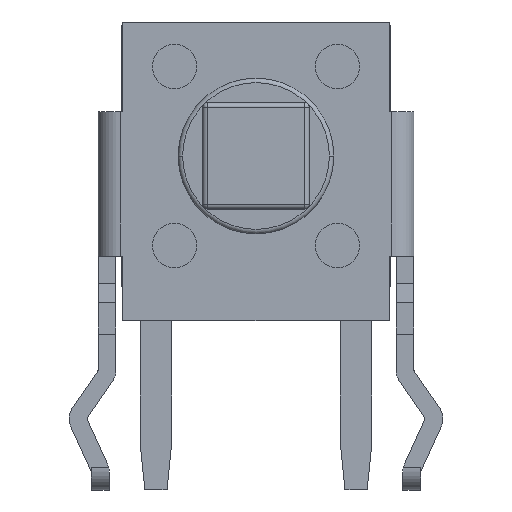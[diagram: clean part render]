
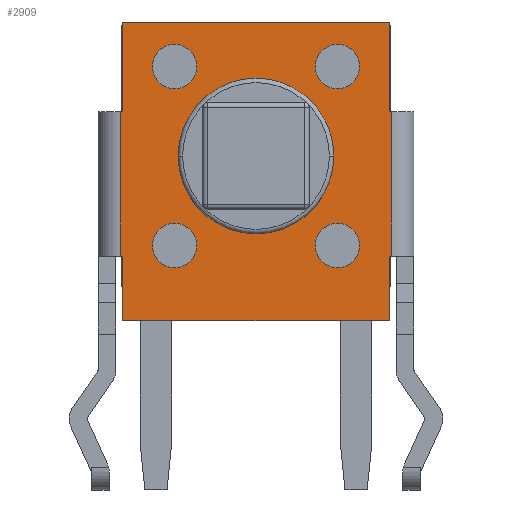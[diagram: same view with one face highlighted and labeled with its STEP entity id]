
A CAD part, top view. The second image highlights one B-rep face of the part: STEP entity #2909.
In plain terms, the highlighted planar face has unit normal (0, 0, 1).
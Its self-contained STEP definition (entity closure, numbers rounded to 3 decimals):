
#13=DIRECTION('',(0.,-1.,0.));
#14=VECTOR('',#13,2.);
#15=CARTESIAN_POINT('',(3.,3.,0.));
#16=LINE('',#15,#14);
#17=DIRECTION('',(-1.,0.,0.));
#18=VECTOR('',#17,0.05);
#19=CARTESIAN_POINT('',(3.05,1.,0.));
#20=LINE('',#19,#18);
#21=DIRECTION('',(-1.,0.,0.));
#22=VECTOR('',#21,0.05);
#23=CARTESIAN_POINT('',(3.05,-2.25,0.));
#24=LINE('',#23,#22);
#25=DIRECTION('',(0.,1.,0.));
#26=VECTOR('',#25,1.45);
#27=CARTESIAN_POINT('',(3.,-3.7,0.));
#28=LINE('',#27,#26);
#29=DIRECTION('',(-1.,0.,0.));
#30=VECTOR('',#29,6.);
#31=CARTESIAN_POINT('',(3.,-3.7,0.));
#32=LINE('',#31,#30);
#33=DIRECTION('',(0.,1.,0.));
#34=VECTOR('',#33,1.45);
#35=CARTESIAN_POINT('',(-3.,-3.7,0.));
#36=LINE('',#35,#34);
#37=DIRECTION('',(1.,0.,0.));
#38=VECTOR('',#37,0.05);
#39=CARTESIAN_POINT('',(-3.05,-2.25,0.));
#40=LINE('',#39,#38);
#41=DIRECTION('',(0.,-1.,0.));
#42=VECTOR('',#41,3.25);
#43=CARTESIAN_POINT('',(-3.05,1.,0.));
#44=LINE('',#43,#42);
#45=DIRECTION('',(1.,0.,0.));
#46=VECTOR('',#45,0.05);
#47=CARTESIAN_POINT('',(-3.05,1.,0.));
#48=LINE('',#47,#46);
#49=DIRECTION('',(0.,-1.,0.));
#50=VECTOR('',#49,2.);
#51=CARTESIAN_POINT('',(-3.,3.,0.));
#52=LINE('',#51,#50);
#53=CARTESIAN_POINT('',(1.831,2.012,0.));
#54=DIRECTION('',(0.,0.,1.));
#55=DIRECTION('',(1.,0.,0.));
#56=AXIS2_PLACEMENT_3D('',#53,#54,#55);
#58=CARTESIAN_POINT('',(1.831,2.012,0.));
#59=DIRECTION('',(0.,0.,1.));
#60=DIRECTION('',(-1.,0.,0.));
#61=AXIS2_PLACEMENT_3D('',#58,#59,#60);
#63=CARTESIAN_POINT('',(-1.831,2.012,0.));
#64=DIRECTION('',(0.,0.,1.));
#65=DIRECTION('',(1.,0.,0.));
#66=AXIS2_PLACEMENT_3D('',#63,#64,#65);
#68=CARTESIAN_POINT('',(-1.831,2.012,0.));
#69=DIRECTION('',(0.,0.,1.));
#70=DIRECTION('',(-1.,0.,0.));
#71=AXIS2_PLACEMENT_3D('',#68,#69,#70);
#73=CARTESIAN_POINT('',(-1.831,-2.012,0.));
#74=DIRECTION('',(0.,0.,1.));
#75=DIRECTION('',(1.,0.,0.));
#76=AXIS2_PLACEMENT_3D('',#73,#74,#75);
#78=CARTESIAN_POINT('',(-1.831,-2.012,0.));
#79=DIRECTION('',(0.,0.,1.));
#80=DIRECTION('',(-1.,0.,0.));
#81=AXIS2_PLACEMENT_3D('',#78,#79,#80);
#83=CARTESIAN_POINT('',(1.831,-2.012,0.));
#84=DIRECTION('',(0.,0.,1.));
#85=DIRECTION('',(1.,0.,0.));
#86=AXIS2_PLACEMENT_3D('',#83,#84,#85);
#88=CARTESIAN_POINT('',(1.831,-2.012,0.));
#89=DIRECTION('',(0.,0.,1.));
#90=DIRECTION('',(-1.,0.,0.));
#91=AXIS2_PLACEMENT_3D('',#88,#89,#90);
#93=CARTESIAN_POINT('',(0.,0.,0.));
#94=DIRECTION('',(0.,0.,1.));
#95=DIRECTION('',(1.,0.,0.));
#96=AXIS2_PLACEMENT_3D('',#93,#94,#95);
#98=CARTESIAN_POINT('',(0.,0.,0.));
#99=DIRECTION('',(0.,0.,1.));
#100=DIRECTION('',(-1.,0.,0.));
#101=AXIS2_PLACEMENT_3D('',#98,#99,#100);
#127=DIRECTION('',(1.,0.,0.));
#128=VECTOR('',#127,6.);
#129=CARTESIAN_POINT('',(-3.,3.,0.));
#130=LINE('',#129,#128);
#1799=DIRECTION('',(0.,-1.,0.));
#1800=VECTOR('',#1799,3.25);
#1801=CARTESIAN_POINT('',(3.05,1.,0.));
#1802=LINE('',#1801,#1800);
#2205=CARTESIAN_POINT('',(3.,3.,0.));
#2206=CARTESIAN_POINT('',(3.,1.,0.));
#2207=VERTEX_POINT('',#2205);
#2208=VERTEX_POINT('',#2206);
#2209=CARTESIAN_POINT('',(3.05,1.,0.));
#2210=VERTEX_POINT('',#2209);
#2211=CARTESIAN_POINT('',(-3.05,1.,0.));
#2212=CARTESIAN_POINT('',(-3.,1.,0.));
#2213=VERTEX_POINT('',#2211);
#2214=VERTEX_POINT('',#2212);
#2215=CARTESIAN_POINT('',(-3.,3.,0.));
#2216=VERTEX_POINT('',#2215);
#2217=CARTESIAN_POINT('',(-3.,-3.7,0.));
#2218=CARTESIAN_POINT('',(-3.,-2.25,0.));
#2219=VERTEX_POINT('',#2217);
#2220=VERTEX_POINT('',#2218);
#2221=CARTESIAN_POINT('',(-3.05,-2.25,0.));
#2222=VERTEX_POINT('',#2221);
#2223=CARTESIAN_POINT('',(3.05,-2.25,0.));
#2224=CARTESIAN_POINT('',(3.,-2.25,0.));
#2225=VERTEX_POINT('',#2223);
#2226=VERTEX_POINT('',#2224);
#2227=CARTESIAN_POINT('',(3.,-3.7,0.));
#2228=VERTEX_POINT('',#2227);
#2583=CARTESIAN_POINT('',(2.331,2.012,0.));
#2584=CARTESIAN_POINT('',(1.331,2.012,0.));
#2585=VERTEX_POINT('',#2583);
#2586=VERTEX_POINT('',#2584);
#2587=CARTESIAN_POINT('',(-1.331,2.012,0.));
#2588=CARTESIAN_POINT('',(-2.331,2.012,0.));
#2589=VERTEX_POINT('',#2587);
#2590=VERTEX_POINT('',#2588);
#2591=CARTESIAN_POINT('',(-1.331,-2.012,0.));
#2592=CARTESIAN_POINT('',(-2.331,-2.012,0.));
#2593=VERTEX_POINT('',#2591);
#2594=VERTEX_POINT('',#2592);
#2595=CARTESIAN_POINT('',(2.331,-2.012,0.));
#2596=CARTESIAN_POINT('',(1.331,-2.012,0.));
#2597=VERTEX_POINT('',#2595);
#2598=VERTEX_POINT('',#2596);
#2599=CARTESIAN_POINT('',(1.75,0.,0.));
#2600=CARTESIAN_POINT('',(-1.75,0.,0.));
#2601=VERTEX_POINT('',#2599);
#2602=VERTEX_POINT('',#2600);
#2848=CARTESIAN_POINT('',(-3.05,3.,0.));
#2849=DIRECTION('',(0.,0.,1.));
#2850=DIRECTION('',(1.,0.,0.));
#2851=AXIS2_PLACEMENT_3D('',#2848,#2849,#2850);
#2852=PLANE('',#2851);
#2854=ORIENTED_EDGE('',*,*,#2853,.T.);
#2856=ORIENTED_EDGE('',*,*,#2855,.F.);
#2858=ORIENTED_EDGE('',*,*,#2857,.T.);
#2860=ORIENTED_EDGE('',*,*,#2859,.T.);
#2862=ORIENTED_EDGE('',*,*,#2861,.F.);
#2864=ORIENTED_EDGE('',*,*,#2863,.T.);
#2866=ORIENTED_EDGE('',*,*,#2865,.T.);
#2868=ORIENTED_EDGE('',*,*,#2867,.F.);
#2870=ORIENTED_EDGE('',*,*,#2869,.F.);
#2872=ORIENTED_EDGE('',*,*,#2871,.T.);
#2874=ORIENTED_EDGE('',*,*,#2873,.F.);
#2876=ORIENTED_EDGE('',*,*,#2875,.T.);
#2877=EDGE_LOOP('',(#2854,#2856,#2858,#2860,#2862,#2864,#2866,#2868,#2870,#2872,
#2874,#2876));
#2878=FACE_OUTER_BOUND('',#2877,.F.);
#2880=ORIENTED_EDGE('',*,*,#2879,.T.);
#2882=ORIENTED_EDGE('',*,*,#2881,.T.);
#2883=EDGE_LOOP('',(#2880,#2882));
#2884=FACE_BOUND('',#2883,.F.);
#2886=ORIENTED_EDGE('',*,*,#2885,.T.);
#2888=ORIENTED_EDGE('',*,*,#2887,.T.);
#2889=EDGE_LOOP('',(#2886,#2888));
#2890=FACE_BOUND('',#2889,.F.);
#2892=ORIENTED_EDGE('',*,*,#2891,.T.);
#2894=ORIENTED_EDGE('',*,*,#2893,.T.);
#2895=EDGE_LOOP('',(#2892,#2894));
#2896=FACE_BOUND('',#2895,.F.);
#2898=ORIENTED_EDGE('',*,*,#2897,.T.);
#2900=ORIENTED_EDGE('',*,*,#2899,.T.);
#2901=EDGE_LOOP('',(#2898,#2900));
#2902=FACE_BOUND('',#2901,.F.);
#2904=ORIENTED_EDGE('',*,*,#2903,.T.);
#2906=ORIENTED_EDGE('',*,*,#2905,.T.);
#2907=EDGE_LOOP('',(#2904,#2906));
#2908=FACE_BOUND('',#2907,.F.);
#57=CIRCLE('',#56,0.5);
#62=CIRCLE('',#61,0.5);
#67=CIRCLE('',#66,0.5);
#72=CIRCLE('',#71,0.5);
#77=CIRCLE('',#76,0.5);
#82=CIRCLE('',#81,0.5);
#87=CIRCLE('',#86,0.5);
#92=CIRCLE('',#91,0.5);
#97=CIRCLE('',#96,1.75);
#102=CIRCLE('',#101,1.75);
#2853=EDGE_CURVE('',#2207,#2208,#16,.T.);
#2855=EDGE_CURVE('',#2210,#2208,#20,.T.);
#2857=EDGE_CURVE('',#2210,#2225,#1802,.T.);
#2859=EDGE_CURVE('',#2225,#2226,#24,.T.);
#2861=EDGE_CURVE('',#2228,#2226,#28,.T.);
#2863=EDGE_CURVE('',#2228,#2219,#32,.T.);
#2865=EDGE_CURVE('',#2219,#2220,#36,.T.);
#2867=EDGE_CURVE('',#2222,#2220,#40,.T.);
#2869=EDGE_CURVE('',#2213,#2222,#44,.T.);
#2871=EDGE_CURVE('',#2213,#2214,#48,.T.);
#2873=EDGE_CURVE('',#2216,#2214,#52,.T.);
#2875=EDGE_CURVE('',#2216,#2207,#130,.T.);
#2879=EDGE_CURVE('',#2585,#2586,#57,.T.);
#2881=EDGE_CURVE('',#2586,#2585,#62,.T.);
#2885=EDGE_CURVE('',#2589,#2590,#67,.T.);
#2887=EDGE_CURVE('',#2590,#2589,#72,.T.);
#2891=EDGE_CURVE('',#2593,#2594,#77,.T.);
#2893=EDGE_CURVE('',#2594,#2593,#82,.T.);
#2897=EDGE_CURVE('',#2597,#2598,#87,.T.);
#2899=EDGE_CURVE('',#2598,#2597,#92,.T.);
#2903=EDGE_CURVE('',#2601,#2602,#97,.T.);
#2905=EDGE_CURVE('',#2602,#2601,#102,.T.);
#2909=ADVANCED_FACE('',(#2878,#2884,#2890,#2896,#2902,#2908),#2852,.T.);
